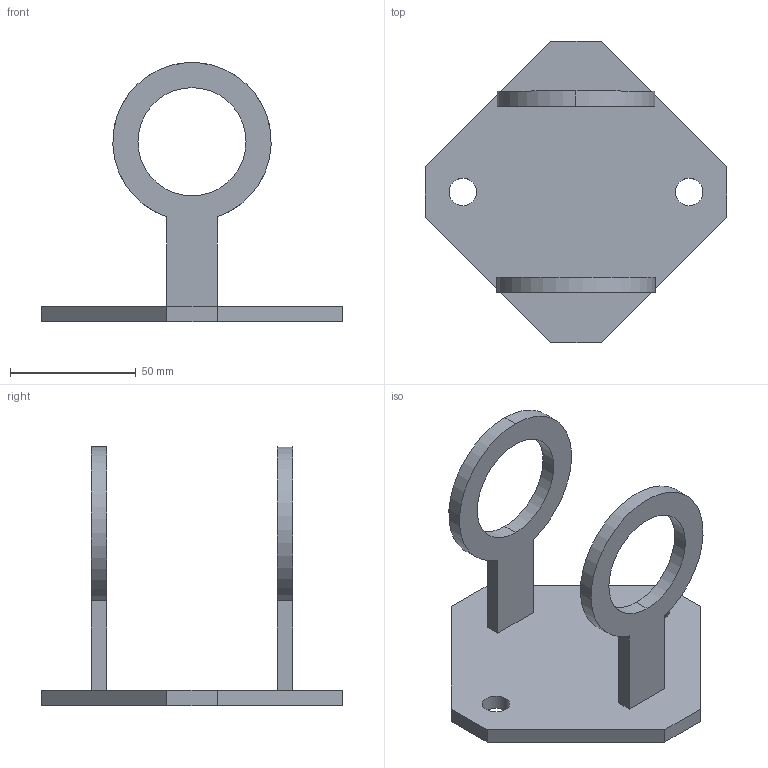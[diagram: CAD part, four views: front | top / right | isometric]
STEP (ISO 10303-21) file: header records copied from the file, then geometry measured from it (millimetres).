
FILE_DESCRIPTION (( 'STEP AP203' ), '1' );
FILE_NAME ('50134-240.STEP', '2016-06-02T06:56:09', ( '' ), ( '' ), 'SwSTEP 2.0', 'SolidWorks 2015', '' );
FILE_SCHEMA (( 'CONFIG_CONTROL_DESIGN' ));
Length unit declared in the file: millimetre
Products named in the file (1): 50134-240
Bounding box: 120 x 120 x 103 mm (x, y, z)
Volume: 83509.2 mm3; surface area: 34927 mm2
Topology: 1 solids, 1 shells, 252 faces, 672 edges, 448 vertices
Faces by surface type: plane 147, bspline 94, cylinder 11
Entity records: 13067 total; most frequent: CARTESIAN_POINT 7307, ORIENTED_EDGE 1344, DIRECTION 824, EDGE_CURVE 672, VECTOR 462, LINE 462, VERTEX_POINT 448, EDGE_LOOP 286
